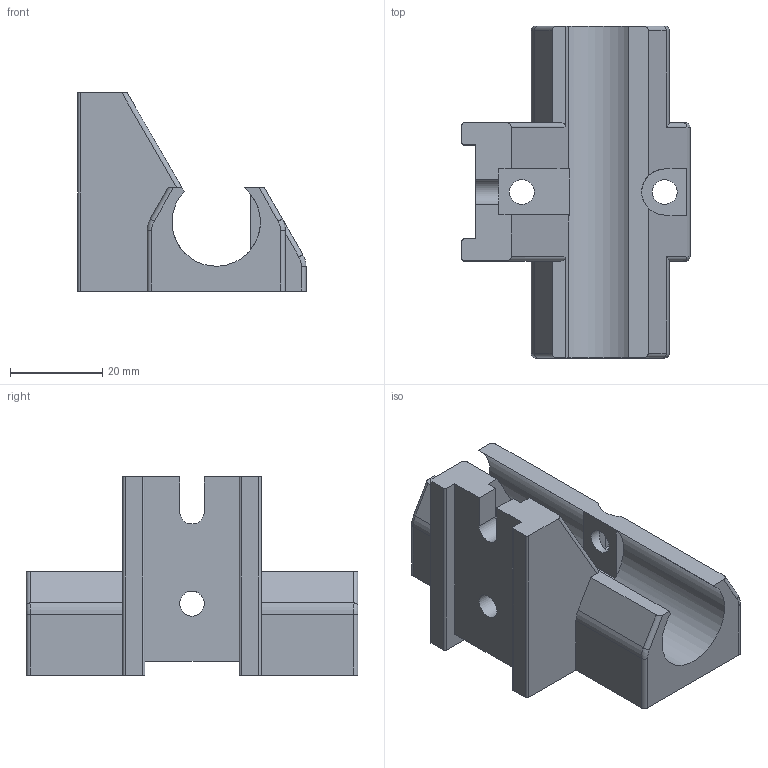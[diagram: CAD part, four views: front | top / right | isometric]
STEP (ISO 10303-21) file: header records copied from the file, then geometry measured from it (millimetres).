
FILE_DESCRIPTION(/* description */ ('STEP AP214'),/* implementation_level */ '2;1');
FILE_NAME(/* name */ '604549b16222dc1581ee6088',/* time_stamp */ '2021-03-07T21:46:27+00:00',/* author */ (''),/* organization */ (''),/* preprocessor_version */ 'ST-DEVELOPER v18.1',/* originating_system */ ' ',/* authorisation */ ' ');
FILE_SCHEMA (('AUTOMOTIVE_DESIGN {1 0 10303 214 3 1 1}'));
Length unit declared in the file: metre
Products named in the file (1): Z_carriage
Bounding box: 49.5 x 72 x 43 mm (x, y, z)
Volume: 38210.9 mm3; surface area: 15108.6 mm2
Topology: 1 solids, 1 shells, 80 faces, 218 edges, 141 vertices
Faces by surface type: plane 44, cylinder 30, torus 6
Full cylindrical faces by diameter (mm): 5.4 x4
Entity records: 2564 total; most frequent: CARTESIAN_POINT 458, DIRECTION 443, ORIENTED_EDGE 426, EDGE_CURVE 213, AXIS2_PLACEMENT_3D 152, VERTEX_POINT 140, LINE 139, VECTOR 139
